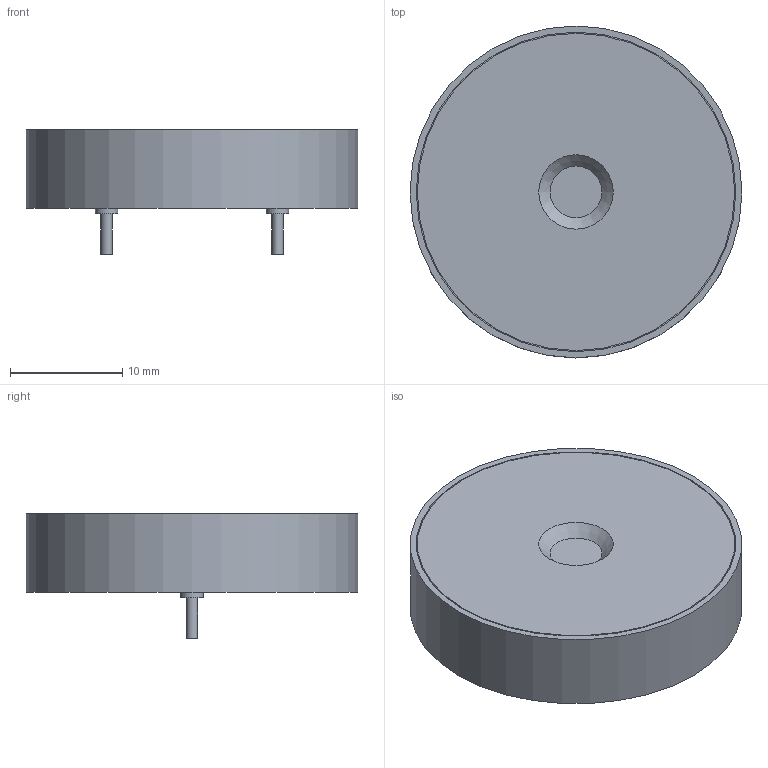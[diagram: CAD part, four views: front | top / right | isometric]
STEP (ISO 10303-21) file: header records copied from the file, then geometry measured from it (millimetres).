
FILE_DESCRIPTION(/* description */ (''),/* implementation_level */ '2;1');
FILE_NAME(/* name */ 'EAST_TFM-33.stp',/* time_stamp */ '2017-05-08T12:22:42+02:00',/* author */ ('jchouvet'),/* organization */ (''),/* preprocessor_version */ 'ST-DEVELOPER v16.1',/* originating_system */ 'AutoCAD Mechanical',/* authorisation */ '');
FILE_SCHEMA (('AUTOMOTIVE_DESIGN { 1 0 10303 214 3 1 1 }'));
Length unit declared in the file: millimetre
Products named in the file (1): Product
Bounding box: 29.6 x 29.6 x 11.1 mm (x, y, z)
Volume: 4791.6 mm3; surface area: 3481.9 mm2
Topology: 6 solids, 6 shells, 21 faces, 24 edges, 16 vertices
Faces by surface type: plane 13, cylinder 7, cone 1
Full cylindrical faces by diameter (mm): 1 x2, 2 x2, 28.3 x1, 28.5 x1, 29.6 x1
Entity records: 412 total; most frequent: DIRECTION 76, CARTESIAN_POINT 54, AXIS2_PLACEMENT_3D 38, EDGE_LOOP 32, ORIENTED_EDGE 32, FACE_OUTER_BOUND 21, ADVANCED_FACE 21, CIRCLE 16
